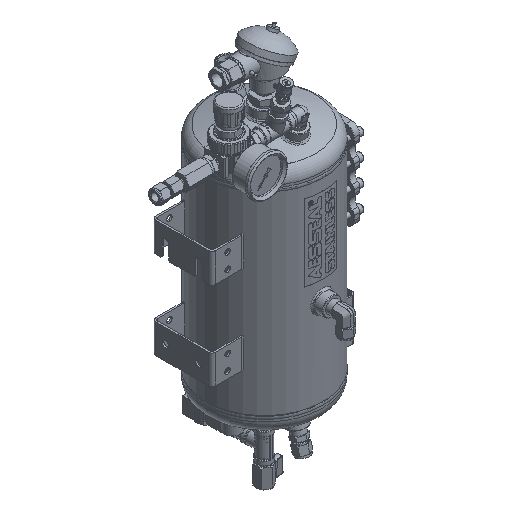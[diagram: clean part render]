
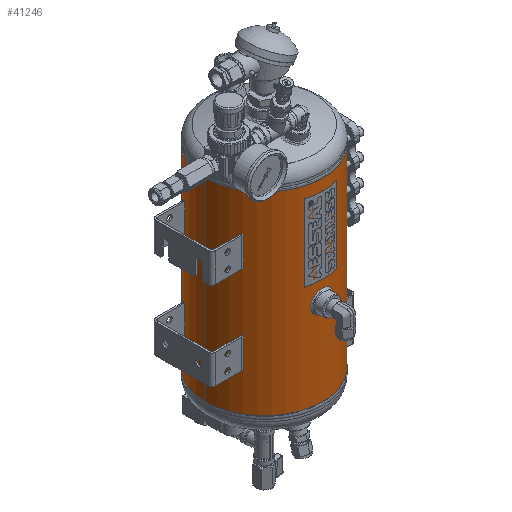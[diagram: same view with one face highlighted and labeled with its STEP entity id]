
A CAD part, isometric view. The second image highlights one B-rep face of the part: STEP entity #41246.
In plain terms, the highlighted cylindrical face has radius 100 mm (diameter 200 mm), a partial arc.
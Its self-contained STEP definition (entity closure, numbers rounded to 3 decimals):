
#2463=LINE('',#68206,#4849);
#2464=LINE('',#68211,#4850);
#2465=LINE('',#68215,#4851);
#2466=LINE('',#68219,#4852);
#4849=VECTOR('',#57633,1000.);
#4850=VECTOR('',#57636,1000.);
#4851=VECTOR('',#57639,1000.);
#4852=VECTOR('',#57642,1000.);
#7235=CIRCLE('',#53573,100.);
#7236=CIRCLE('',#53574,100.);
#7237=CIRCLE('',#53575,100.);
#7238=CIRCLE('',#53576,100.);
#8799=ORIENTED_EDGE('',*,*,#21079,.T.);
#8800=ORIENTED_EDGE('',*,*,#21080,.T.);
#8801=ORIENTED_EDGE('',*,*,#21081,.T.);
#8802=ORIENTED_EDGE('',*,*,#21082,.F.);
#8803=ORIENTED_EDGE('',*,*,#21083,.F.);
#8804=ORIENTED_EDGE('',*,*,#21084,.F.);
#8805=ORIENTED_EDGE('',*,*,#21085,.F.);
#8806=ORIENTED_EDGE('',*,*,#21086,.T.);
#8807=ORIENTED_EDGE('',*,*,#21087,.T.);
#8808=ORIENTED_EDGE('',*,*,#21088,.F.);
#8809=ORIENTED_EDGE('',*,*,#21089,.F.);
#21079=EDGE_CURVE('',#27219,#27219,#31498,.T.);
#21080=EDGE_CURVE('',#27220,#27220,#31499,.T.);
#21081=EDGE_CURVE('',#27221,#27221,#31500,.T.);
#21082=EDGE_CURVE('',#27222,#27223,#2463,.T.);
#21083=EDGE_CURVE('',#27224,#27222,#7235,.T.);
#21084=EDGE_CURVE('',#27225,#27224,#2464,.F.);
#21085=EDGE_CURVE('',#27226,#27225,#7236,.T.);
#21086=EDGE_CURVE('',#27226,#27227,#2465,.T.);
#21087=EDGE_CURVE('',#27227,#27228,#7237,.T.);
#21088=EDGE_CURVE('',#27229,#27228,#2466,.T.);
#21089=EDGE_CURVE('',#27223,#27229,#7238,.T.);
#27219=VERTEX_POINT('',#68181);
#27220=VERTEX_POINT('',#68193);
#27221=VERTEX_POINT('',#68205);
#27222=VERTEX_POINT('',#68207);
#27223=VERTEX_POINT('',#68208);
#27224=VERTEX_POINT('',#68210);
#27225=VERTEX_POINT('',#68212);
#27226=VERTEX_POINT('',#68214);
#27227=VERTEX_POINT('',#68216);
#27228=VERTEX_POINT('',#68218);
#27229=VERTEX_POINT('',#68220);
#31498=B_SPLINE_CURVE_WITH_KNOTS('',3,(#68162,#68163,#68164,#68165,#68166,
#68167,#68168,#68169,#68170,#68171,#68172,#68173,#68174,#68175,#68176,#68177,
#68178,#68179,#68180),.UNSPECIFIED.,.T.,.F.,(1,1,1,1,1,1,1,1,1,1,1,1,1,
1,1,1,1,1,1,1,1,1,1),(-0.018,-0.012,-0.006,
0.,0.006,0.012,0.018,0.023,
0.029,0.035,0.041,0.047,
0.053,0.059,0.065,0.07,
0.076,0.082,0.088,0.094,
0.1,0.106,0.112),.UNSPECIFIED.);
#31499=B_SPLINE_CURVE_WITH_KNOTS('',3,(#68182,#68183,#68184,#68185,#68186,
#68187,#68188,#68189,#68190,#68191,#68192),.UNSPECIFIED.,.T.,.F.,(1,1,1,
1,1,1,1,1,1,1,1,1,1,1,1),(-0.012,-0.008,-0.004,
0.,0.004,0.008,0.012,
0.016,0.02,0.023,0.027,
0.031,0.035,0.039,0.043),
 .UNSPECIFIED.);
#31500=B_SPLINE_CURVE_WITH_KNOTS('',3,(#68194,#68195,#68196,#68197,#68198,
#68199,#68200,#68201,#68202,#68203,#68204),.UNSPECIFIED.,.T.,.F.,(1,1,1,
1,1,1,1,1,1,1,1,1,1,1,1),(-0.012,-0.008,-0.004,
0.,0.004,0.008,0.012,
0.016,0.02,0.023,0.027,
0.031,0.035,0.039,0.043),
 .UNSPECIFIED.);
#33660=EDGE_LOOP('',(#8799));
#33661=EDGE_LOOP('',(#8800));
#33662=EDGE_LOOP('',(#8801));
#33663=EDGE_LOOP('',(#8802,#8803,#8804,#8805,#8806,#8807,#8808,#8809));
#37128=FACE_BOUND('',#33660,.T.);
#37129=FACE_BOUND('',#33661,.T.);
#37130=FACE_BOUND('',#33662,.T.);
#37131=FACE_BOUND('',#33663,.T.);
#40600=CYLINDRICAL_SURFACE('',#53572,100.);
#41246=ADVANCED_FACE('',(#37128,#37129,#37130,#37131),#40600,.T.);
#53572=AXIS2_PLACEMENT_3D('',#68161,#57631,#57632);
#53573=AXIS2_PLACEMENT_3D('',#68209,#57634,#57635);
#53574=AXIS2_PLACEMENT_3D('',#68213,#57637,#57638);
#53575=AXIS2_PLACEMENT_3D('',#68217,#57640,#57641);
#53576=AXIS2_PLACEMENT_3D('',#68221,#57643,#57644);
#57631=DIRECTION('',(0.,-1.,0.));
#57632=DIRECTION('',(0.,0.,-1.));
#57633=DIRECTION('',(0.,-1.,0.));
#57634=DIRECTION('',(0.,1.,0.));
#57635=DIRECTION('',(1.,0.,0.));
#57636=DIRECTION('',(0.,-1.,0.));
#57637=DIRECTION('',(0.,-1.,0.));
#57638=DIRECTION('',(1.,0.,0.));
#57639=DIRECTION('',(0.,-1.,0.));
#57640=DIRECTION('',(0.,1.,0.));
#57641=DIRECTION('',(1.,0.,0.));
#57642=DIRECTION('',(0.,-1.,0.));
#57643=DIRECTION('',(0.,-1.,0.));
#57644=DIRECTION('',(1.,0.,0.));
#68161=CARTESIAN_POINT('',(0.,330.,0.));
#68162=CARTESIAN_POINT('',(-98.994,187.429,14.208));
#68163=CARTESIAN_POINT('',(-98.806,181.503,15.395));
#68164=CARTESIAN_POINT('',(-98.993,175.608,14.214));
#68165=CARTESIAN_POINT('',(-99.436,170.625,10.88));
#68166=CARTESIAN_POINT('',(-99.878,167.295,5.9));
#68167=CARTESIAN_POINT('',(-100.061,166.117,0.009));
#68168=CARTESIAN_POINT('',(-99.879,167.288,-5.887));
#68169=CARTESIAN_POINT('',(-99.437,170.623,-10.879));
#68170=CARTESIAN_POINT('',(-98.992,175.61,-14.215));
#68171=CARTESIAN_POINT('',(-98.807,181.503,-15.391));
#68172=CARTESIAN_POINT('',(-98.992,187.396,-14.219));
#68173=CARTESIAN_POINT('',(-99.435,192.379,-10.892));
#68174=CARTESIAN_POINT('',(-99.877,195.718,-5.914));
#68175=CARTESIAN_POINT('',(-100.061,196.901,-0.013));
#68176=CARTESIAN_POINT('',(-99.878,195.728,5.889));
#68177=CARTESIAN_POINT('',(-99.437,192.395,10.874));
#68178=CARTESIAN_POINT('',(-98.994,187.429,14.208));
#68179=CARTESIAN_POINT('',(-98.806,181.503,15.395));
#68180=CARTESIAN_POINT('',(-98.993,175.608,14.214));
#68181=CARTESIAN_POINT('',(-98.869,181.508,15.));
#68182=CARTESIAN_POINT('',(3.922,158.915,-99.937));
#68183=CARTESIAN_POINT('',(-0.001,160.542,-100.031));
#68184=CARTESIAN_POINT('',(-3.918,158.916,-99.937));
#68185=CARTESIAN_POINT('',(-5.54,155.004,-99.844));
#68186=CARTESIAN_POINT('',(-3.921,151.083,-99.937));
#68187=CARTESIAN_POINT('',(-0.001,149.46,-100.031));
#68188=CARTESIAN_POINT('',(3.913,151.078,-99.938));
#68189=CARTESIAN_POINT('',(5.541,154.994,-99.844));
#68190=CARTESIAN_POINT('',(3.922,158.915,-99.937));
#68191=CARTESIAN_POINT('',(-0.001,160.542,-100.031));
#68192=CARTESIAN_POINT('',(-3.918,158.916,-99.937));
#68193=CARTESIAN_POINT('',(0.,160.,-100.));
#68194=CARTESIAN_POINT('',(3.922,48.915,-99.937));
#68195=CARTESIAN_POINT('',(-0.001,50.542,-100.031));
#68196=CARTESIAN_POINT('',(-3.918,48.916,-99.937));
#68197=CARTESIAN_POINT('',(-5.54,45.004,-99.844));
#68198=CARTESIAN_POINT('',(-3.921,41.083,-99.937));
#68199=CARTESIAN_POINT('',(-0.001,39.46,-100.031));
#68200=CARTESIAN_POINT('',(3.913,41.078,-99.938));
#68201=CARTESIAN_POINT('',(5.541,44.994,-99.844));
#68202=CARTESIAN_POINT('',(3.922,48.915,-99.937));
#68203=CARTESIAN_POINT('',(-0.001,50.542,-100.031));
#68204=CARTESIAN_POINT('',(-3.918,48.916,-99.937));
#68205=CARTESIAN_POINT('',(0.,50.,-100.));
#68206=CARTESIAN_POINT('',(-0.241,165.,100.));
#68207=CARTESIAN_POINT('',(-0.241,330.,100.));
#68208=CARTESIAN_POINT('',(-0.241,265.,100.));
#68209=CARTESIAN_POINT('',(0.,330.,0.));
#68210=CARTESIAN_POINT('',(0.241,330.,100.));
#68211=CARTESIAN_POINT('',(0.241,165.,100.));
#68212=CARTESIAN_POINT('',(0.241,265.,100.));
#68213=CARTESIAN_POINT('',(0.,265.,0.));
#68214=CARTESIAN_POINT('',(0.254,265.,100.));
#68215=CARTESIAN_POINT('',(0.254,265.,100.));
#68216=CARTESIAN_POINT('',(0.254,0.,100.));
#68217=CARTESIAN_POINT('',(0.,0.,0.));
#68218=CARTESIAN_POINT('',(-0.254,0.,100.));
#68219=CARTESIAN_POINT('',(-0.254,265.,100.));
#68220=CARTESIAN_POINT('',(-0.254,265.,100.));
#68221=CARTESIAN_POINT('',(0.,265.,0.));
